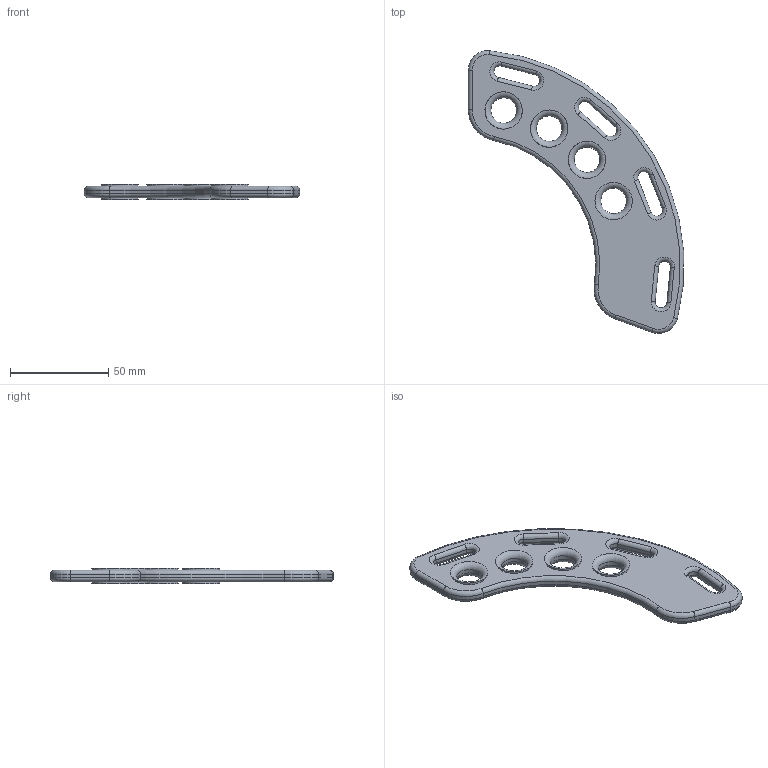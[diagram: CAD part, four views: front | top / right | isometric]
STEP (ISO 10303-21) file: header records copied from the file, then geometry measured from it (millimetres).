
FILE_DESCRIPTION(/* description */ (''),/* implementation_level */ '2;1');
FILE_NAME(/* name */ 'JB06.stp',/* time_stamp */ '2016-11-16T13:06:17+01:00',/* author */ ('nicola'),/* organization */ (''),/* preprocessor_version */ 'ST-DEVELOPER v16.5',/* originating_system */ 'Autodesk Inventor 2017',/* authorisation */ '');
FILE_SCHEMA (('AUTOMOTIVE_DESIGN { 1 0 10303 214 3 1 1 }'));
Length unit declared in the file: millimetre
Products named in the file (1): JB06
Bounding box: 109.78 x 144.11 x 8 mm (x, y, z)
Volume: 37548.8 mm3; surface area: 16792.1 mm2
Topology: 1 solids, 1 shells, 94 faces, 216 edges, 124 vertices
Faces by surface type: cylinder 46, torus 36, plane 12
Full cylindrical faces by diameter (mm): 13 x4, 19 x8
Entity records: 2574 total; most frequent: DIRECTION 510, CARTESIAN_POINT 407, ORIENTED_EDGE 384, AXIS2_PLACEMENT_3D 223, EDGE_CURVE 192, EDGE_LOOP 130, CIRCLE 128, VERTEX_POINT 120
